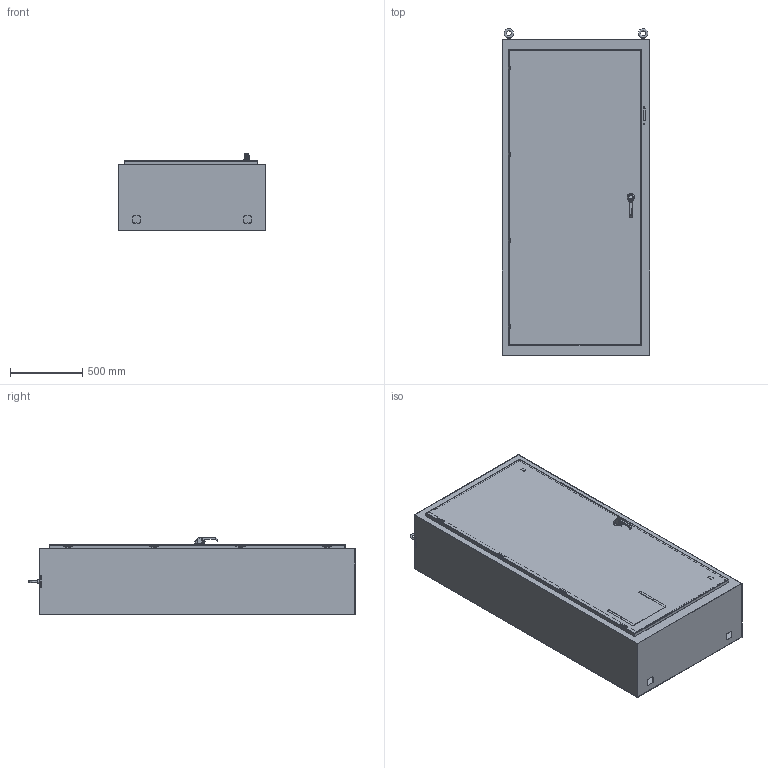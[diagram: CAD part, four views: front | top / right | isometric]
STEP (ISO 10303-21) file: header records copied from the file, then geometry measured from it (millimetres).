
FILE_DESCRIPTION (( 'STEP AP214' ), '1' );
FILE_NAME ('SCE-N86XM4018.STEP', '2024-05-08T11:27:27', ( '' ), ( '' ), 'SwSTEP 2.0', 'SolidWorks 2023', '' );
FILE_SCHEMA (( 'AUTOMOTIVE_DESIGN' ));
Length unit declared in the file: inch
Products named in the file (1): SCE-N86XM4018
Bounding box: 1022.35 x 2259.19 x 534.57 mm (x, y, z)
Volume: 21334951.9 mm3; surface area: 16071811.5 mm2
Topology: 22 solids, 26 shells, 3144 faces, 8114 edges, 5019 vertices
Faces by surface type: plane 1331, cylinder 1029, bspline 599, cone 111, torus 74
Full cylindrical faces by diameter (mm): 1.016 x4, 3.978 x4, 4.318 x20, 4.978 x16, 5.016 x2, 5.207 x8, 5.232 x8, 5.537 x4, 6.096 x8, 6.198 x8, 6.35 x8, 7.137 x2, 9.525 x8, 10.323 x8, 11.25 x1, 15.24 x2, 16 x1, 29.8 x2
Entity records: 153040 total; most frequent: CARTESIAN_POINT 82749, ORIENTED_EDGE 15476, DIRECTION 13019, EDGE_CURVE 7738, VERTEX_POINT 4909, AXIS2_PLACEMENT_3D 4630, VECTOR 3759, LINE 3759
